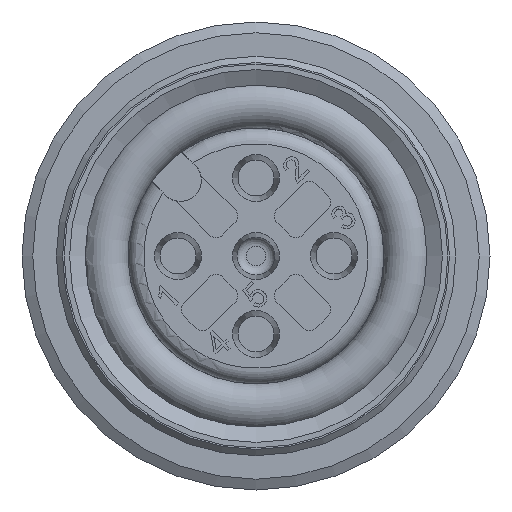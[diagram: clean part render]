
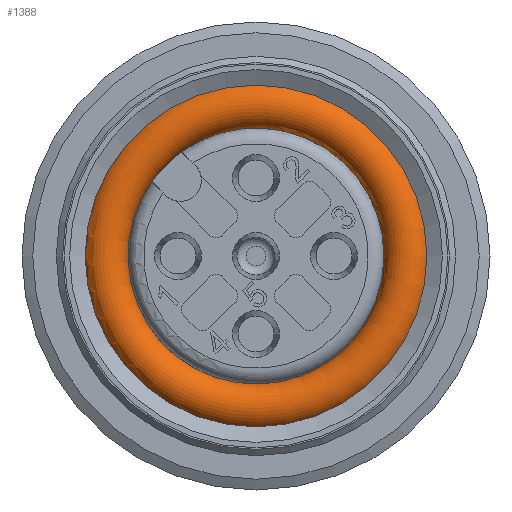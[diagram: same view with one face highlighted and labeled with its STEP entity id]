
A CAD part, left-side view. The second image highlights one B-rep face of the part: STEP entity #1388.
In plain terms, the highlighted toroidal (fillet/blend) face has major radius 4.845 mm and minor radius 0.75 mm.
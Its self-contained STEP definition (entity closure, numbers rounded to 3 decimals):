
#185=TOROIDAL_SURFACE('',#4738,4.845,0.75);
#1050=B_SPLINE_CURVE_WITH_KNOTS('',3,(#7899,#7900,#7901,#7902,#7903,#7904),
 .UNSPECIFIED.,.F.,.F.,(4,2,4),(0.,0.41,1.),.UNSPECIFIED.);
#1051=B_SPLINE_CURVE_WITH_KNOTS('',3,(#7908,#7909,#7910,#7911,#7912,#7913),
 .UNSPECIFIED.,.F.,.F.,(4,2,4),(0.,0.444,1.),.UNSPECIFIED.);
#1388=ADVANCED_FACE('',(#1640,#1641,#1642),#185,.T.);
#1640=FACE_BOUND('',#1852,.T.);
#1641=FACE_BOUND('',#1853,.T.);
#1642=FACE_BOUND('',#1854,.T.);
#1852=EDGE_LOOP('',(#2583,#2584,#2585,#2586));
#1853=EDGE_LOOP('',(#2587));
#1854=EDGE_LOOP('',(#2588));
#2583=ORIENTED_EDGE('',*,*,#3927,.F.);
#2584=ORIENTED_EDGE('',*,*,#3928,.T.);
#2585=ORIENTED_EDGE('',*,*,#3929,.F.);
#2586=ORIENTED_EDGE('',*,*,#3930,.T.);
#2587=ORIENTED_EDGE('',*,*,#3931,.F.);
#2588=ORIENTED_EDGE('',*,*,#3641,.T.);
#3237=VERTEX_POINT('',#6057);
#3417=VERTEX_POINT('',#7897);
#3418=VERTEX_POINT('',#7898);
#3419=VERTEX_POINT('',#7905);
#3420=VERTEX_POINT('',#7907);
#3421=VERTEX_POINT('',#7915);
#3641=EDGE_CURVE('',#3237,#3237,#4254,.T.);
#3927=EDGE_CURVE('',#3417,#3418,#4402,.T.);
#3928=EDGE_CURVE('',#3417,#3419,#1050,.T.);
#3929=EDGE_CURVE('',#3420,#3419,#4403,.T.);
#3930=EDGE_CURVE('',#3420,#3418,#1051,.T.);
#3931=EDGE_CURVE('',#3421,#3421,#4404,.T.);
#4254=CIRCLE('',#4473,5.475);
#4402=CIRCLE('',#4735,4.1);
#4403=CIRCLE('',#4736,4.1);
#4404=CIRCLE('',#4737,4.723);
#4473=AXIS2_PLACEMENT_3D('',#6056,#4906,#4907);
#4735=AXIS2_PLACEMENT_3D('',#7896,#5500,#5501);
#4736=AXIS2_PLACEMENT_3D('',#7906,#5502,#5503);
#4737=AXIS2_PLACEMENT_3D('',#7914,#5504,#5505);
#4738=AXIS2_PLACEMENT_3D('',#7916,#5506,#5507);
#4906=DIRECTION('',(-1.,0.,0.));
#4907=DIRECTION('',(0.,0.,-1.));
#5500=DIRECTION('',(1.,0.,0.));
#5501=DIRECTION('',(0.,0.,1.));
#5502=DIRECTION('',(-1.,0.,0.));
#5503=DIRECTION('',(0.,0.,-1.));
#5504=DIRECTION('',(-1.,0.,0.));
#5505=DIRECTION('',(0.,0.,-1.));
#5506=DIRECTION('',(1.,0.,0.));
#5507=DIRECTION('',(0.,0.,-1.));
#6056=CARTESIAN_POINT('',(8.103,0.,0.));
#6057=CARTESIAN_POINT('',(8.103,0.,-5.475));
#7896=CARTESIAN_POINT('',(8.596,0.,0.));
#7897=CARTESIAN_POINT('',(8.596,2.382,3.337));
#7898=CARTESIAN_POINT('',(8.596,3.337,2.382));
#7899=CARTESIAN_POINT('',(8.596,2.382,3.337));
#7900=CARTESIAN_POINT('',(8.573,2.38,3.335));
#7901=CARTESIAN_POINT('',(8.549,2.379,3.334));
#7902=CARTESIAN_POINT('',(8.491,2.378,3.333));
#7903=CARTESIAN_POINT('',(8.457,2.379,3.334));
#7904=CARTESIAN_POINT('',(8.424,2.382,3.337));
#7905=CARTESIAN_POINT('',(8.424,2.382,3.337));
#7906=CARTESIAN_POINT('',(8.424,0.,0.));
#7907=CARTESIAN_POINT('',(8.424,3.337,2.382));
#7908=CARTESIAN_POINT('',(8.424,3.337,2.382));
#7909=CARTESIAN_POINT('',(8.449,3.335,2.38));
#7910=CARTESIAN_POINT('',(8.475,3.334,2.379));
#7911=CARTESIAN_POINT('',(8.532,3.333,2.378));
#7912=CARTESIAN_POINT('',(8.565,3.334,2.38));
#7913=CARTESIAN_POINT('',(8.596,3.337,2.382));
#7914=CARTESIAN_POINT('',(9.25,0.,0.));
#7915=CARTESIAN_POINT('',(9.25,0.,-4.723));
#7916=CARTESIAN_POINT('',(8.51,0.,0.));
